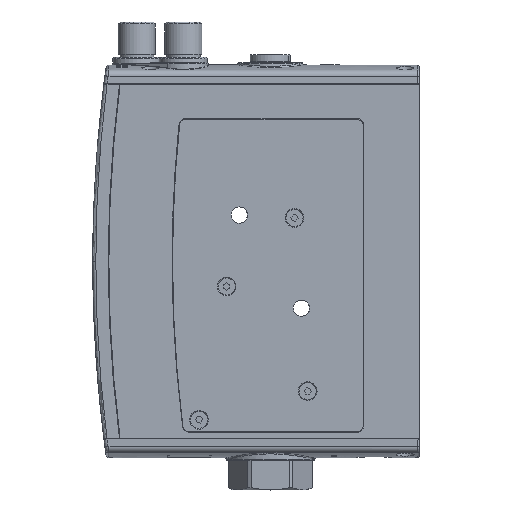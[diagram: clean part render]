
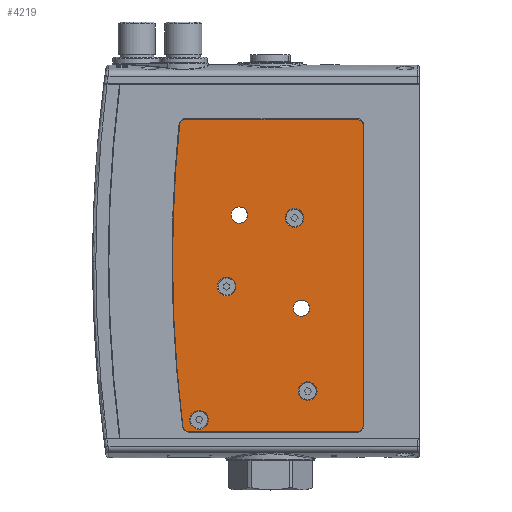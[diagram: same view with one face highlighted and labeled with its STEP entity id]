
A CAD part, top view. The second image highlights one B-rep face of the part: STEP entity #4219.
In plain terms, the highlighted planar face has unit normal (0, 0, 1).
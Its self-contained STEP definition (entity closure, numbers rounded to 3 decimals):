
#4219=ADVANCED_FACE('NONE',(#8857,#8858,#8859,#8860,#8861,#8862,#8863),#8864,.T.);
#8857=FACE_OUTER_BOUND('',#20453,.T.);
#8858=FACE_BOUND('',#20454,.T.);
#8859=FACE_BOUND('',#20455,.T.);
#8860=FACE_BOUND('',#20456,.T.);
#8861=FACE_BOUND('',#20457,.T.);
#8862=FACE_BOUND('',#20458,.T.);
#8863=FACE_BOUND('',#20459,.T.);
#8864=PLANE('',#20460);
#20453=EDGE_LOOP('',(#32705,#32706,#32707,#32708,#32709,#32710,#32711,#32712,#32713));
#20454=EDGE_LOOP('',(#32714,#32715));
#20455=EDGE_LOOP('',(#32716,#32717));
#20456=EDGE_LOOP('',(#32718,#32719));
#20457=EDGE_LOOP('',(#32720,#32721));
#20458=EDGE_LOOP('',(#32722,#32723));
#20459=EDGE_LOOP('',(#32724,#32725));
#20460=AXIS2_PLACEMENT_3D('',#32726,#32727,#32728);
#32705=ORIENTED_EDGE('',*,*,#41246,.F.);
#32706=ORIENTED_EDGE('',*,*,#41254,.T.);
#32707=ORIENTED_EDGE('',*,*,#41241,.F.);
#32708=ORIENTED_EDGE('',*,*,#41263,.T.);
#32709=ORIENTED_EDGE('',*,*,#41236,.F.);
#32710=ORIENTED_EDGE('',*,*,#41260,.T.);
#32711=ORIENTED_EDGE('',*,*,#41200,.F.);
#32712=ORIENTED_EDGE('',*,*,#41251,.F.);
#32713=ORIENTED_EDGE('',*,*,#41257,.T.);
#32714=ORIENTED_EDGE('',*,*,#41281,.F.);
#32715=ORIENTED_EDGE('',*,*,#41206,.F.);
#32716=ORIENTED_EDGE('',*,*,#41278,.F.);
#32717=ORIENTED_EDGE('',*,*,#41211,.F.);
#32718=ORIENTED_EDGE('',*,*,#41275,.F.);
#32719=ORIENTED_EDGE('',*,*,#41216,.F.);
#32720=ORIENTED_EDGE('',*,*,#41272,.F.);
#32721=ORIENTED_EDGE('',*,*,#41221,.F.);
#32722=ORIENTED_EDGE('',*,*,#41269,.F.);
#32723=ORIENTED_EDGE('',*,*,#41226,.F.);
#32724=ORIENTED_EDGE('',*,*,#41266,.F.);
#32725=ORIENTED_EDGE('',*,*,#41231,.F.);
#32726=CARTESIAN_POINT('',(351.368,-56.499,16.0));
#32727=DIRECTION('',(-0.0,0.0,1.0));
#32728=DIRECTION('',(1.0,-0.0,0.0));
#41200=EDGE_CURVE('NONE',#48922,#48925,#48926,.T.);
#41206=EDGE_CURVE('NONE',#48934,#48936,#48937,.T.);
#41211=EDGE_CURVE('NONE',#48943,#48945,#48946,.T.);
#41216=EDGE_CURVE('NONE',#48952,#48954,#48955,.T.);
#41221=EDGE_CURVE('NONE',#48961,#48963,#48964,.T.);
#41226=EDGE_CURVE('NONE',#48970,#48972,#48973,.T.);
#41231=EDGE_CURVE('NONE',#48979,#48981,#48982,.T.);
#41236=EDGE_CURVE('NONE',#48988,#48990,#48991,.T.);
#41241=EDGE_CURVE('NONE',#48997,#48999,#49000,.T.);
#41246=EDGE_CURVE('NONE',#49006,#49008,#49009,.T.);
#41251=EDGE_CURVE('NONE',#49014,#48922,#49016,.T.);
#41254=EDGE_CURVE('NONE',#49006,#48999,#49019,.T.);
#41257=EDGE_CURVE('NONE',#49014,#49008,#49022,.T.);
#41260=EDGE_CURVE('NONE',#48988,#48925,#49025,.T.);
#41263=EDGE_CURVE('NONE',#48997,#48990,#49028,.T.);
#41266=EDGE_CURVE('NONE',#48981,#48979,#49031,.T.);
#41269=EDGE_CURVE('NONE',#48972,#48970,#49034,.T.);
#41272=EDGE_CURVE('NONE',#48963,#48961,#49037,.T.);
#41275=EDGE_CURVE('NONE',#48954,#48952,#49040,.T.);
#41278=EDGE_CURVE('NONE',#48945,#48943,#49043,.T.);
#41281=EDGE_CURVE('NONE',#48936,#48934,#49046,.T.);
#48922=VERTEX_POINT('',#69347);
#48925=VERTEX_POINT('NONE',#69351);
#48926=CIRCLE('',#69352,431.0);
#48934=VERTEX_POINT('NONE',#69361);
#48936=VERTEX_POINT('NONE',#69364);
#48937=CIRCLE('',#69365,2.65);
#48943=VERTEX_POINT('NONE',#69372);
#48945=VERTEX_POINT('NONE',#69375);
#48946=CIRCLE('',#69376,2.65);
#48952=VERTEX_POINT('NONE',#69383);
#48954=VERTEX_POINT('NONE',#69386);
#48955=CIRCLE('',#69387,3.0);
#48961=VERTEX_POINT('NONE',#69394);
#48963=VERTEX_POINT('NONE',#69397);
#48964=CIRCLE('',#69398,3.0);
#48970=VERTEX_POINT('NONE',#69405);
#48972=VERTEX_POINT('NONE',#69408);
#48973=CIRCLE('',#69409,3.0);
#48979=VERTEX_POINT('NONE',#69416);
#48981=VERTEX_POINT('NONE',#69419);
#48982=CIRCLE('',#69420,3.0);
#48988=VERTEX_POINT('NONE',#69428);
#48990=VERTEX_POINT('NONE',#69431);
#48991=LINE('',#69432,#69433);
#48997=VERTEX_POINT('NONE',#69441);
#48999=VERTEX_POINT('NONE',#69444);
#49000=LINE('',#69445,#69446);
#49006=VERTEX_POINT('NONE',#69454);
#49008=VERTEX_POINT('NONE',#69457);
#49009=LINE('',#69458,#69459);
#49014=VERTEX_POINT('NONE',#69465);
#49016=CIRCLE('',#69468,431.0);
#49019=CIRCLE('',#69471,2.2);
#49022=CIRCLE('',#69474,2.2);
#49025=CIRCLE('',#69477,2.2);
#49028=CIRCLE('',#69480,2.2);
#49031=CIRCLE('',#69483,3.0);
#49034=CIRCLE('',#69486,3.0);
#49037=CIRCLE('',#69489,3.0);
#49040=CIRCLE('',#69492,3.0);
#49043=CIRCLE('',#69495,2.65);
#49046=CIRCLE('',#69498,2.65);
#69347=CARTESIAN_POINT('',(-79.632,-56.499,16.0));
#69351=CARTESIAN_POINT('',(-77.454,-13.229,16.0));
#69352=AXIS2_PLACEMENT_3D('',#79720,#79721,#79722);
#69361=CARTESIAN_POINT('',(-40.6,-72.1,16.0));
#69364=CARTESIAN_POINT('',(-35.3,-72.1,16.0));
#69365=AXIS2_PLACEMENT_3D('',#79731,#79732,#79733);
#69372=CARTESIAN_POINT('',(-60.6,-42.1,16.0));
#69375=CARTESIAN_POINT('',(-55.3,-42.1,16.0));
#69376=AXIS2_PLACEMENT_3D('',#79739,#79740,#79741);
#69383=CARTESIAN_POINT('',(-65.05,-65.1,16.0));
#69386=CARTESIAN_POINT('',(-59.05,-65.1,16.0));
#69387=AXIS2_PLACEMENT_3D('',#79747,#79748,#79749);
#69394=CARTESIAN_POINT('',(-43.2,-43.0,16.0));
#69397=CARTESIAN_POINT('',(-37.2,-43.0,16.0));
#69398=AXIS2_PLACEMENT_3D('',#79755,#79756,#79757);
#69405=CARTESIAN_POINT('',(-38.95,-98.8,16.0));
#69408=CARTESIAN_POINT('',(-32.95,-98.8,16.0));
#69409=AXIS2_PLACEMENT_3D('',#79763,#79764,#79765);
#69416=CARTESIAN_POINT('',(-73.95,-108.05,16.0));
#69419=CARTESIAN_POINT('',(-67.95,-108.05,16.0));
#69420=AXIS2_PLACEMENT_3D('',#79771,#79772,#79773);
#69428=CARTESIAN_POINT('',(-75.265,-11.25,16.0));
#69431=CARTESIAN_POINT('',(-20.25,-11.25,16.0));
#69432=CARTESIAN_POINT('',(-18.05,-11.25,16.0));
#69433=VECTOR('',#79777,1000.0);
#69441=CARTESIAN_POINT('',(-18.05,-13.45,16.0));
#69444=CARTESIAN_POINT('',(-18.05,-109.75,16.0));
#69445=CARTESIAN_POINT('',(-18.05,-11.25,16.0));
#69446=VECTOR('',#79781,1000.0);
#69454=CARTESIAN_POINT('',(-20.25,-111.95,16.0));
#69457=CARTESIAN_POINT('',(-74.113,-111.95,16.0));
#69458=CARTESIAN_POINT('',(-18.05,-111.95,16.0));
#69459=VECTOR('',#79785,1000.0);
#69465=CARTESIAN_POINT('',(-76.296,-110.023,16.0));
#69468=AXIS2_PLACEMENT_3D('',#79791,#79792,#79793);
#69471=AXIS2_PLACEMENT_3D('',#79797,#79798,#79799);
#69474=AXIS2_PLACEMENT_3D('',#79803,#79804,#79805);
#69477=AXIS2_PLACEMENT_3D('',#79809,#79810,#79811);
#69480=AXIS2_PLACEMENT_3D('',#79815,#79816,#79817);
#69483=AXIS2_PLACEMENT_3D('',#79821,#79822,#79823);
#69486=AXIS2_PLACEMENT_3D('',#79827,#79828,#79829);
#69489=AXIS2_PLACEMENT_3D('',#79833,#79834,#79835);
#69492=AXIS2_PLACEMENT_3D('',#79839,#79840,#79841);
#69495=AXIS2_PLACEMENT_3D('',#79845,#79846,#79847);
#69498=AXIS2_PLACEMENT_3D('',#79851,#79852,#79853);
#79720=CARTESIAN_POINT('',(351.368,-56.499,16.0));
#79721=DIRECTION('',(0.0,0.0,-1.0));
#79722=DIRECTION('',(1.0,0.,0.0));
#79731=CARTESIAN_POINT('',(-37.95,-72.1,16.0));
#79732=DIRECTION('',(0.0,0.0,1.0));
#79733=DIRECTION('',(1.0,0.0,0.0));
#79739=CARTESIAN_POINT('',(-57.95,-42.1,16.0));
#79740=DIRECTION('',(0.0,0.0,1.0));
#79741=DIRECTION('',(1.0,0.0,0.0));
#79747=CARTESIAN_POINT('',(-62.05,-65.1,16.0));
#79748=DIRECTION('',(0.0,0.0,1.0));
#79749=DIRECTION('',(1.0,0.0,0.0));
#79755=CARTESIAN_POINT('',(-40.2,-43.0,16.0));
#79756=DIRECTION('',(0.0,0.0,1.0));
#79757=DIRECTION('',(1.0,0.0,0.0));
#79763=CARTESIAN_POINT('',(-35.95,-98.8,16.0));
#79764=DIRECTION('',(0.0,0.0,1.0));
#79765=DIRECTION('',(1.0,0.0,0.0));
#79771=CARTESIAN_POINT('',(-70.95,-108.05,16.0));
#79772=DIRECTION('',(0.0,0.0,1.0));
#79773=DIRECTION('',(1.0,0.0,0.0));
#79777=DIRECTION('',(1.0,0.,0.0));
#79781=DIRECTION('',(0.,-1.0,0.0));
#79785=DIRECTION('',(-1.0,0.,0.0));
#79791=CARTESIAN_POINT('',(351.368,-56.499,16.0));
#79792=DIRECTION('',(0.0,0.0,-1.0));
#79793=DIRECTION('',(1.0,0.,0.0));
#79797=CARTESIAN_POINT('',(-20.25,-109.75,16.0));
#79798=DIRECTION('',(0.0,0.0,1.0));
#79799=DIRECTION('',(1.0,0.0,0.0));
#79803=CARTESIAN_POINT('',(-74.113,-109.75,16.0));
#79804=DIRECTION('',(0.0,0.0,1.0));
#79805=DIRECTION('',(1.0,0.0,0.0));
#79809=CARTESIAN_POINT('',(-75.265,-13.45,16.0));
#79810=DIRECTION('',(0.0,0.0,1.0));
#79811=DIRECTION('',(1.0,0.0,0.0));
#79815=CARTESIAN_POINT('',(-20.25,-13.45,16.0));
#79816=DIRECTION('',(0.0,0.0,1.0));
#79817=DIRECTION('',(1.0,0.0,0.0));
#79821=CARTESIAN_POINT('',(-70.95,-108.05,16.0));
#79822=DIRECTION('',(0.0,0.0,1.0));
#79823=DIRECTION('',(1.0,0.0,0.0));
#79827=CARTESIAN_POINT('',(-35.95,-98.8,16.0));
#79828=DIRECTION('',(0.0,0.0,1.0));
#79829=DIRECTION('',(1.0,0.0,0.0));
#79833=CARTESIAN_POINT('',(-40.2,-43.0,16.0));
#79834=DIRECTION('',(0.0,0.0,1.0));
#79835=DIRECTION('',(1.0,0.0,0.0));
#79839=CARTESIAN_POINT('',(-62.05,-65.1,16.0));
#79840=DIRECTION('',(0.0,0.0,1.0));
#79841=DIRECTION('',(1.0,0.0,0.0));
#79845=CARTESIAN_POINT('',(-57.95,-42.1,16.0));
#79846=DIRECTION('',(0.0,0.0,1.0));
#79847=DIRECTION('',(1.0,0.0,0.0));
#79851=CARTESIAN_POINT('',(-37.95,-72.1,16.0));
#79852=DIRECTION('',(0.0,0.0,1.0));
#79853=DIRECTION('',(1.0,0.0,0.0));
